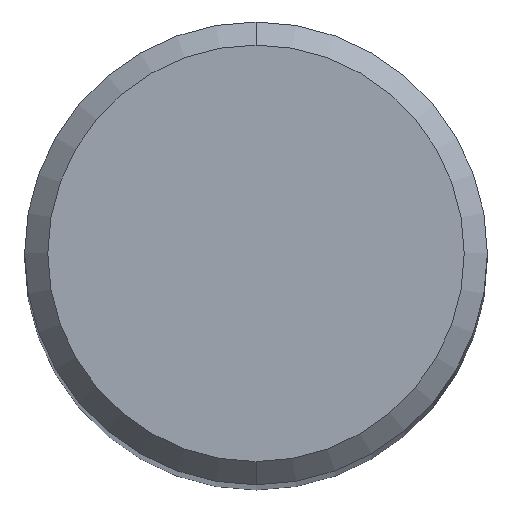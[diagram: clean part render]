
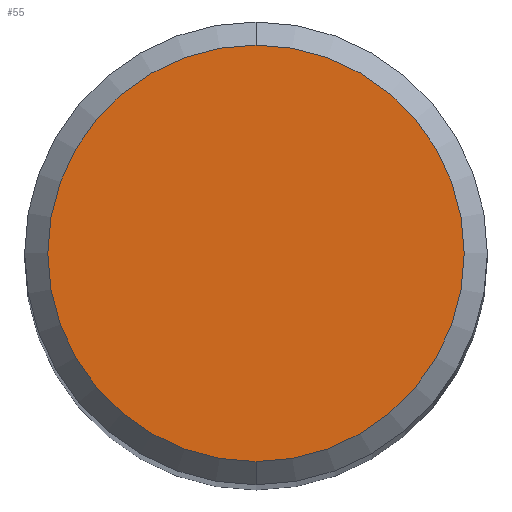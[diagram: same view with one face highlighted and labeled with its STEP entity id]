
A CAD part, top view. The second image highlights one B-rep face of the part: STEP entity #55.
In plain terms, the highlighted planar face has unit normal (0, 0, 1).
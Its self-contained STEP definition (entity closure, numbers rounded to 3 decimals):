
#55=ADVANCED_FACE('',(#133),#134,.T.);
#79=VERTEX_POINT('',#163);
#87=EDGE_CURVE('',#79,#107,#171,.T.);
#91=EDGE_CURVE('',#107,#79,#176,.T.);
#107=VERTEX_POINT('',#193);
#133=FACE_OUTER_BOUND('',#209,.T.);
#134=PLANE('',#210);
#163=CARTESIAN_POINT('',(0.0,7.2,0.0));
#171=CIRCLE('',#259,7.2);
#176=CIRCLE('',#265,7.2);
#193=CARTESIAN_POINT('',(0.,-7.2,0.0));
#209=EDGE_LOOP('',(#299,#300));
#210=AXIS2_PLACEMENT_3D('',#301,#302,#303);
#259=AXIS2_PLACEMENT_3D('',#360,#361,#362);
#265=AXIS2_PLACEMENT_3D('',#371,#372,#373);
#299=ORIENTED_EDGE('',*,*,#87,.F.);
#300=ORIENTED_EDGE('',*,*,#91,.F.);
#301=CARTESIAN_POINT('',(0.0,3.6,0.0));
#302=DIRECTION('',(-0.0,0.0,1.0));
#303=DIRECTION('',(0.0,-1.0,0.0));
#360=CARTESIAN_POINT('',(0.0,0.0,0.0));
#361=DIRECTION('',(0.0,0.0,-1.0));
#362=DIRECTION('',(0.0,1.0,0.0));
#371=CARTESIAN_POINT('',(0.0,0.0,0.0));
#372=DIRECTION('',(0.0,0.0,-1.0));
#373=DIRECTION('',(0.0,1.0,0.0));
